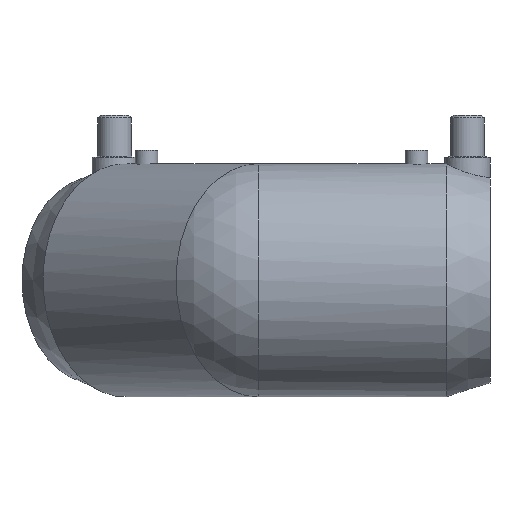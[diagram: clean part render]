
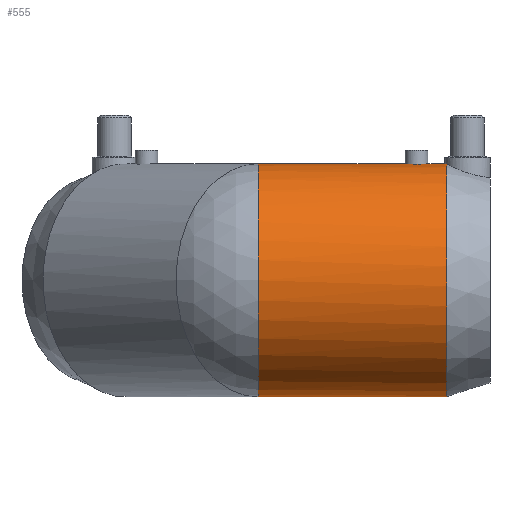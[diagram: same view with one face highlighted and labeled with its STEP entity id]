
A CAD part, left-side view. The second image highlights one B-rep face of the part: STEP entity #555.
In plain terms, the highlighted cylindrical face has radius 41.25 mm (diameter 82.5 mm), a full revolution.
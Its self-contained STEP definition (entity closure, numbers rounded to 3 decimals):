
#19=ELLIPSE('',#644,44.649,41.25);
#20=ELLIPSE('',#646,44.649,41.25);
#35=CYLINDRICAL_SURFACE('',#643,41.25);
#43=FACE_BOUND('',#138,.T.);
#92=FACE_OUTER_BOUND('',#137,.T.);
#137=EDGE_LOOP('',(#482,#483,#484,#485,#486,#487,#488,#489,#490));
#138=EDGE_LOOP('',(#491));
#150=B_SPLINE_CURVE_WITH_KNOTS('',3,(#946,#947,#948,#949,#950,#951,#952,
#953,#954,#955,#956,#957,#958,#959,#960,#961,#962,#963,#964,#965,#966,#967,
#968,#969,#970,#971,#972,#973,#974,#975,#976,#977,#978,#979),
 .UNSPECIFIED.,.T.,.F.,(4,2,2,2,2,2,2,2,2,2,2,2,2,2,2,2,4),(0.,0.151,
0.302,0.452,0.603,0.754,
0.905,1.055,1.206,1.357,1.508,
1.659,1.809,1.96,2.111,2.262,
2.412),.UNSPECIFIED.);
#154=B_SPLINE_CURVE_WITH_KNOTS('',3,(#1077,#1078,#1079,#1080,#1081,#1082),
 .UNSPECIFIED.,.F.,.F.,(4,2,4),(3.32,3.324,3.626),
 .UNSPECIFIED.);
#156=B_SPLINE_CURVE_WITH_KNOTS('',3,(#1102,#1103,#1104,#1105,#1106,#1107),
 .UNSPECIFIED.,.F.,.F.,(4,2,4),(3.626,3.928,3.932),
 .UNSPECIFIED.);
#157=CIRCLE('',#576,41.25);
#190=CIRCLE('',#645,41.25);
#191=CIRCLE('',#647,41.25);
#216=LINE('',#1143,#240);
#240=VECTOR('',#819,41.25);
#242=VERTEX_POINT('',#843);
#244=VERTEX_POINT('',#846);
#259=VERTEX_POINT('',#944);
#275=VERTEX_POINT('',#1074);
#276=VERTEX_POINT('',#1076);
#285=VERTEX_POINT('',#1140);
#286=VERTEX_POINT('',#1141);
#287=VERTEX_POINT('',#1145);
#289=EDGE_CURVE('',#244,#242,#157,.T.);
#312=EDGE_CURVE('',#259,#259,#150,.T.);
#338=EDGE_CURVE('',#276,#275,#154,.T.);
#340=EDGE_CURVE('',#275,#244,#156,.T.);
#355=EDGE_CURVE('',#285,#286,#19,.T.);
#356=EDGE_CURVE('',#286,#242,#216,.T.);
#357=EDGE_CURVE('',#242,#276,#190,.T.);
#358=EDGE_CURVE('',#286,#287,#20,.T.);
#359=EDGE_CURVE('',#285,#287,#191,.T.);
#482=ORIENTED_EDGE('',*,*,#355,.T.);
#483=ORIENTED_EDGE('',*,*,#356,.T.);
#484=ORIENTED_EDGE('',*,*,#357,.T.);
#485=ORIENTED_EDGE('',*,*,#338,.T.);
#486=ORIENTED_EDGE('',*,*,#340,.T.);
#487=ORIENTED_EDGE('',*,*,#289,.T.);
#488=ORIENTED_EDGE('',*,*,#356,.F.);
#489=ORIENTED_EDGE('',*,*,#358,.T.);
#490=ORIENTED_EDGE('',*,*,#359,.F.);
#491=ORIENTED_EDGE('',*,*,#312,.T.);
#555=ADVANCED_FACE('',(#92,#43),#35,.T.);
#576=AXIS2_PLACEMENT_3D('',#847,#660,#661);
#643=AXIS2_PLACEMENT_3D('',#1139,#815,#816);
#644=AXIS2_PLACEMENT_3D('',#1142,#817,#818);
#645=AXIS2_PLACEMENT_3D('',#1144,#820,#821);
#646=AXIS2_PLACEMENT_3D('',#1146,#822,#823);
#647=AXIS2_PLACEMENT_3D('',#1147,#824,#825);
#660=DIRECTION('center_axis',(0.,1.,0.));
#661=DIRECTION('ref_axis',(1.,0.,0.));
#815=DIRECTION('center_axis',(0.,1.,0.));
#816=DIRECTION('ref_axis',(-1.,0.,0.));
#817=DIRECTION('center_axis',(-0.383,-0.924,0.));
#818=DIRECTION('ref_axis',(-0.924,0.383,0.));
#819=DIRECTION('',(0.,-1.,0.));
#820=DIRECTION('center_axis',(0.,1.,0.));
#821=DIRECTION('ref_axis',(1.,0.,0.));
#822=DIRECTION('center_axis',(-0.383,-0.924,0.));
#823=DIRECTION('ref_axis',(-0.924,0.383,0.));
#824=DIRECTION('center_axis',(0.,1.,0.));
#825=DIRECTION('ref_axis',(1.,0.,0.));
#843=CARTESIAN_POINT('',(41.25,-46.125,0.));
#846=CARTESIAN_POINT('',(3.1,-46.125,41.133));
#847=CARTESIAN_POINT('Origin',(0.,-46.125,0.));
#944=CARTESIAN_POINT('',(4.,-35.5,41.056));
#946=CARTESIAN_POINT('Ctrl Pts',(4.,-35.5,41.056));
#947=CARTESIAN_POINT('Ctrl Pts',(4.,-36.003,41.056));
#948=CARTESIAN_POINT('Ctrl Pts',(3.899,-36.538,41.066));
#949=CARTESIAN_POINT('Ctrl Pts',(3.491,-37.524,41.103));
#950=CARTESIAN_POINT('Ctrl Pts',(3.183,-37.973,41.129));
#951=CARTESIAN_POINT('Ctrl Pts',(2.473,-38.683,41.177));
#952=CARTESIAN_POINT('Ctrl Pts',(2.024,-38.991,41.203));
#953=CARTESIAN_POINT('Ctrl Pts',(1.038,-39.399,41.24));
#954=CARTESIAN_POINT('Ctrl Pts',(0.503,-39.5,41.25));
#955=CARTESIAN_POINT('Ctrl Pts',(-0.503,-39.5,41.25));
#956=CARTESIAN_POINT('Ctrl Pts',(-1.038,-39.399,41.24));
#957=CARTESIAN_POINT('Ctrl Pts',(-2.024,-38.991,41.203));
#958=CARTESIAN_POINT('Ctrl Pts',(-2.473,-38.683,41.177));
#959=CARTESIAN_POINT('Ctrl Pts',(-3.183,-37.973,41.129));
#960=CARTESIAN_POINT('Ctrl Pts',(-3.491,-37.524,41.103));
#961=CARTESIAN_POINT('Ctrl Pts',(-3.899,-36.538,41.066));
#962=CARTESIAN_POINT('Ctrl Pts',(-4.,-36.003,41.056));
#963=CARTESIAN_POINT('Ctrl Pts',(-4.,-34.997,41.056));
#964=CARTESIAN_POINT('Ctrl Pts',(-3.899,-34.462,41.066));
#965=CARTESIAN_POINT('Ctrl Pts',(-3.491,-33.476,41.103));
#966=CARTESIAN_POINT('Ctrl Pts',(-3.183,-33.027,41.129));
#967=CARTESIAN_POINT('Ctrl Pts',(-2.473,-32.317,41.177));
#968=CARTESIAN_POINT('Ctrl Pts',(-2.024,-32.009,41.203));
#969=CARTESIAN_POINT('Ctrl Pts',(-1.038,-31.601,41.24));
#970=CARTESIAN_POINT('Ctrl Pts',(-0.503,-31.5,41.25));
#971=CARTESIAN_POINT('Ctrl Pts',(0.503,-31.5,41.25));
#972=CARTESIAN_POINT('Ctrl Pts',(1.038,-31.601,41.24));
#973=CARTESIAN_POINT('Ctrl Pts',(2.024,-32.009,41.203));
#974=CARTESIAN_POINT('Ctrl Pts',(2.473,-32.317,41.177));
#975=CARTESIAN_POINT('Ctrl Pts',(3.183,-33.027,41.129));
#976=CARTESIAN_POINT('Ctrl Pts',(3.491,-33.476,41.103));
#977=CARTESIAN_POINT('Ctrl Pts',(3.899,-34.462,41.066));
#978=CARTESIAN_POINT('Ctrl Pts',(4.,-34.997,41.056));
#979=CARTESIAN_POINT('Ctrl Pts',(4.,-35.5,41.056));
#1074=CARTESIAN_POINT('',(0.,-45.5,41.25));
#1076=CARTESIAN_POINT('',(-3.1,-46.125,41.133));
#1077=CARTESIAN_POINT('Ctrl Pts',(-3.1,-46.125,41.133));
#1078=CARTESIAN_POINT('Ctrl Pts',(-3.088,-46.12,41.134));
#1079=CARTESIAN_POINT('Ctrl Pts',(-3.077,-46.115,41.135));
#1080=CARTESIAN_POINT('Ctrl Pts',(-2.08,-45.702,41.209));
#1081=CARTESIAN_POINT('Ctrl Pts',(-1.007,-45.5,41.25));
#1082=CARTESIAN_POINT('Ctrl Pts',(0.,-45.5,41.25));
#1102=CARTESIAN_POINT('Ctrl Pts',(0.,-45.5,41.25));
#1103=CARTESIAN_POINT('Ctrl Pts',(1.007,-45.5,41.25));
#1104=CARTESIAN_POINT('Ctrl Pts',(2.08,-45.702,41.209));
#1105=CARTESIAN_POINT('Ctrl Pts',(3.077,-46.115,41.135));
#1106=CARTESIAN_POINT('Ctrl Pts',(3.088,-46.12,41.134));
#1107=CARTESIAN_POINT('Ctrl Pts',(3.1,-46.125,41.133));
#1139=CARTESIAN_POINT('Origin',(0.,-12.813,0.));
#1140=CARTESIAN_POINT('',(0.,20.5,-41.25));
#1141=CARTESIAN_POINT('',(41.25,3.414,0.));
#1142=CARTESIAN_POINT('Origin',(0.,20.5,0.));
#1143=CARTESIAN_POINT('',(41.25,-12.813,0.));
#1144=CARTESIAN_POINT('Origin',(0.,-46.125,0.));
#1145=CARTESIAN_POINT('',(0.,20.5,41.25));
#1146=CARTESIAN_POINT('Origin',(0.,20.5,0.));
#1147=CARTESIAN_POINT('Origin',(0.,20.5,0.));
